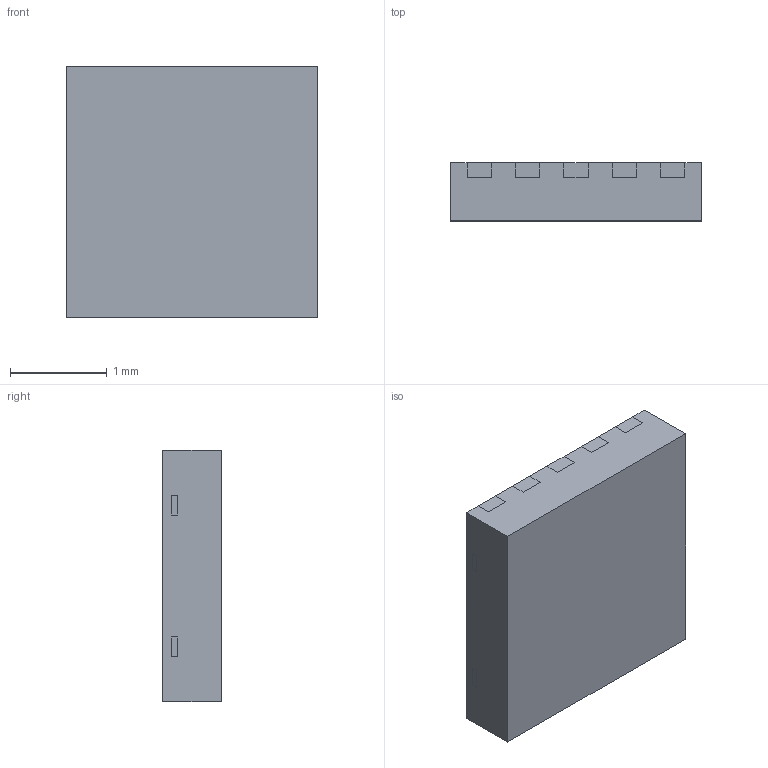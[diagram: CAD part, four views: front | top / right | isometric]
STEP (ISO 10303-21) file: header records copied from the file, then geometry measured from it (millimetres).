
FILE_DESCRIPTION(/* description */ ('Unknown'),/* implementation_level */ '2;1');
FILE_NAME(/* name */ 'DFN2626-10 STP',/* time_stamp */ '2020-09-30T14:45:26+08:00',/* author */ ('Unknown'),/* organization */ ('Unknown'),/* preprocessor_version */ 'ST-DEVELOPER v16.7',/* originating_system */ 'DEX',/* authorisation */ $);
FILE_SCHEMA (('AUTOMOTIVE_DESIGN {1 0 10303 214 3 1 1}'));
Length unit declared in the file: millimetre
Products named in the file (3): DFN2626-10; SLP2626P10-LF-4; SLP2626P10-compound 
Assembly tree (2 placements, depth 2):
  DFN2626-10
    SLP2626P10-LF-4
    SLP2626P10-compound 
Bounding box: 2.6 x 0.6 x 2.6 mm (x, y, z)
Volume: 3.6 mm3; surface area: 41.9 mm2
Topology: 7 solids, 7 shells, 415 faces, 1184 edges, 773 vertices
Faces by surface type: plane 307, cylinder 68, bspline 20, torus 20
Full cylindrical faces by diameter (mm): 0.117 x5
Entity records: 14445 total; most frequent: CARTESIAN_POINT 2891, ORIENTED_EDGE 2294, DIRECTION 1964, EDGE_CURVE 1147, LINE 886, VECTOR 886, VERTEX_POINT 756, AXIS2_PLACEMENT_3D 539
